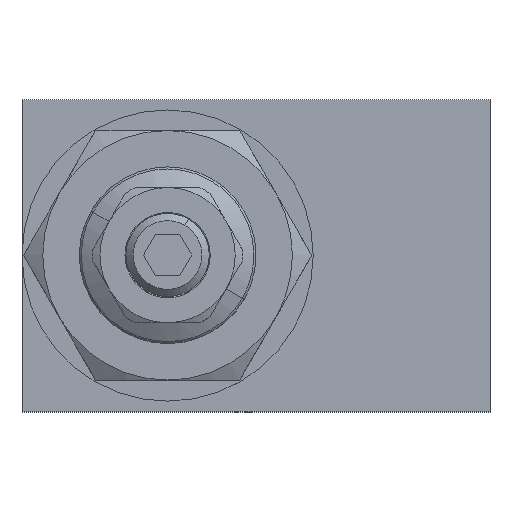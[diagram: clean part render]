
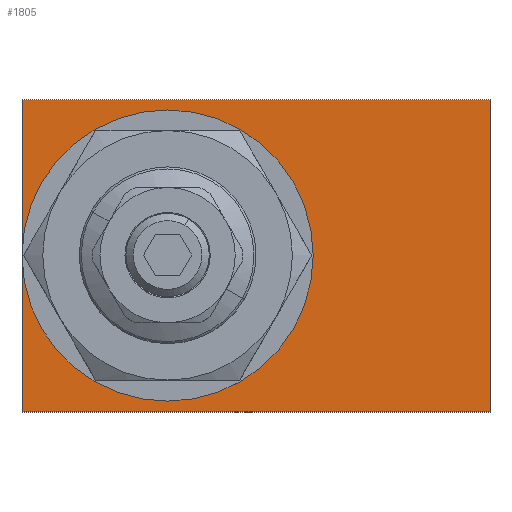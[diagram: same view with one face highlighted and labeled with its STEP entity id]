
A CAD part, top view. The second image highlights one B-rep face of the part: STEP entity #1805.
In plain terms, the highlighted planar face has unit normal (0, 0, 1).
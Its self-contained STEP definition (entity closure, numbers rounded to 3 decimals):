
#35 = PLANE ( 'NONE',  #976 ) ;
#42 = EDGE_CURVE ( 'NONE', #1127, #1590, #958, .T. ) ;
#74 = CARTESIAN_POINT ( 'NONE',  ( 0., 0., 0. ) ) ;
#79 = FACE_OUTER_BOUND ( 'NONE', #2182, .T. ) ;
#226 = CARTESIAN_POINT ( 'NONE',  ( 0., 30., 0. ) ) ;
#250 = CARTESIAN_POINT ( 'NONE',  ( 14., 15., 0. ) ) ;
#271 = ORIENTED_EDGE ( 'NONE', *, *, #985, .T. ) ;
#287 = ORIENTED_EDGE ( 'NONE', *, *, #1833, .F. ) ;
#298 = CARTESIAN_POINT ( 'NONE',  ( 45., 0., 0. ) ) ;
#357 = EDGE_CURVE ( 'NONE', #1032, #1120, #678, .T. ) ;
#369 = VERTEX_POINT ( 'NONE', #74 ) ;
#378 = CARTESIAN_POINT ( 'NONE',  ( 45., 30., 0. ) ) ;
#504 = CARTESIAN_POINT ( 'NONE',  ( 14., 15., 0. ) ) ;
#597 = CARTESIAN_POINT ( 'NONE',  ( 0., 0., 0. ) ) ;
#658 = VERTEX_POINT ( 'NONE', #1917 ) ;
#678 = LINE ( 'NONE', #713, #2066 ) ;
#692 = DIRECTION ( 'NONE',  ( 0., 0., 1. ) ) ;
#713 = CARTESIAN_POINT ( 'NONE',  ( 0., 0., 0. ) ) ;
#748 = CIRCLE ( 'NONE', #2471, 14. ) ;
#780 = CARTESIAN_POINT ( 'NONE',  ( 0., 0., 0. ) ) ;
#941 = CARTESIAN_POINT ( 'NONE',  ( 45., 0., 0. ) ) ;
#958 = LINE ( 'NONE', #298, #1336 ) ;
#976 = AXIS2_PLACEMENT_3D ( 'NONE', #226, #1130, #2422 ) ;
#985 = EDGE_CURVE ( 'NONE', #658, #369, #2595, .T. ) ;
#1017 = ORIENTED_EDGE ( 'NONE', *, *, #357, .T. ) ;
#1032 = VERTEX_POINT ( 'NONE', #1526 ) ;
#1117 = DIRECTION ( 'NONE',  ( -1., 0., 0. ) ) ;
#1120 = VERTEX_POINT ( 'NONE', #1795 ) ;
#1122 = EDGE_CURVE ( 'NONE', #1319, #1120, #1258, .T. ) ;
#1127 = VERTEX_POINT ( 'NONE', #941 ) ;
#1130 = DIRECTION ( 'NONE',  ( 0., 0., -1. ) ) ;
#1258 = CIRCLE ( 'NONE', #1716, 14. ) ;
#1259 = ORIENTED_EDGE ( 'NONE', *, *, #1122, .F. ) ;
#1309 = DIRECTION ( 'NONE',  ( 0., -1., 0. ) ) ;
#1317 = LINE ( 'NONE', #2180, #1569 ) ;
#1319 = VERTEX_POINT ( 'NONE', #1921 ) ;
#1336 = VECTOR ( 'NONE', #2278, 1000. ) ;
#1526 = CARTESIAN_POINT ( 'NONE',  ( 0., 30., 0. ) ) ;
#1569 = VECTOR ( 'NONE', #1117, 1000. ) ;
#1587 = DIRECTION ( 'NONE',  ( 0., -1., 0. ) ) ;
#1590 = VERTEX_POINT ( 'NONE', #378 ) ;
#1592 = DIRECTION ( 'NONE',  ( -1., 0., 0. ) ) ;
#1716 = AXIS2_PLACEMENT_3D ( 'NONE', #250, #692, #2653 ) ;
#1748 = VECTOR ( 'NONE', #1829, 1000. ) ;
#1783 = EDGE_CURVE ( 'NONE', #1590, #1032, #1317, .T. ) ;
#1795 = CARTESIAN_POINT ( 'NONE',  ( 0., 15.053, 0. ) ) ;
#1805 = ADVANCED_FACE ( 'NONE', ( #79 ), #35, .F. ) ;
#1829 = DIRECTION ( 'NONE',  ( 1., 0., 0. ) ) ;
#1833 = EDGE_CURVE ( 'NONE', #658, #1319, #748, .T. ) ;
#1907 = EDGE_CURVE ( 'NONE', #369, #1127, #2042, .T. ) ;
#1917 = CARTESIAN_POINT ( 'NONE',  ( 0., 14.947, 0. ) ) ;
#1921 = CARTESIAN_POINT ( 'NONE',  ( 28., 15., 0. ) ) ;
#2042 = LINE ( 'NONE', #780, #1748 ) ;
#2066 = VECTOR ( 'NONE', #1587, 1000. ) ;
#2180 = CARTESIAN_POINT ( 'NONE',  ( 0., 30., 0. ) ) ;
#2182 = EDGE_LOOP ( 'NONE', ( #287, #271, #2626, #2809, #2529, #1017, #1259 ) ) ;
#2278 = DIRECTION ( 'NONE',  ( 0., 1., 0. ) ) ;
#2422 = DIRECTION ( 'NONE',  ( -1., 0., 0. ) ) ;
#2471 = AXIS2_PLACEMENT_3D ( 'NONE', #504, #2630, #1592 ) ;
#2529 = ORIENTED_EDGE ( 'NONE', *, *, #1783, .T. ) ;
#2595 = LINE ( 'NONE', #597, #2791 ) ;
#2626 = ORIENTED_EDGE ( 'NONE', *, *, #1907, .T. ) ;
#2630 = DIRECTION ( 'NONE',  ( 0., 0., 1. ) ) ;
#2653 = DIRECTION ( 'NONE',  ( -1., 0., 0. ) ) ;
#2791 = VECTOR ( 'NONE', #1309, 1000. ) ;
#2809 = ORIENTED_EDGE ( 'NONE', *, *, #42, .T. ) ;
